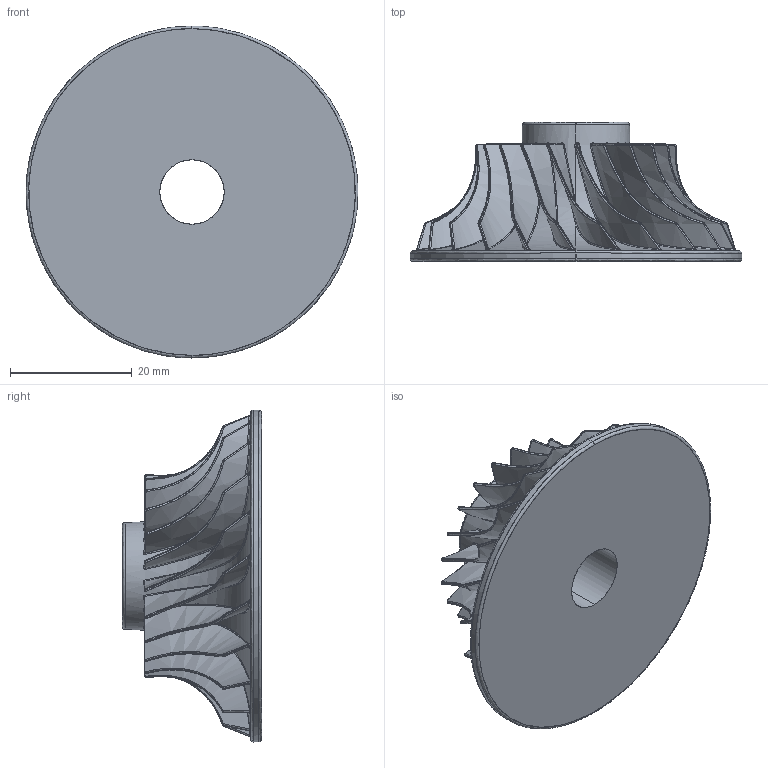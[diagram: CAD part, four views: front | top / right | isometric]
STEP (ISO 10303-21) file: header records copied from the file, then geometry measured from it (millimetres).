
FILE_DESCRIPTION(('FreeCAD Model'),'2;1');
FILE_NAME('Open CASCADE Shape Model','2025-05-07T21:16:15',('FreeCAD'),( 'FreeCAD'),'Open CASCADE STEP processor 7.6','FreeCAD','Unknown');
FILE_SCHEMA(('AUTOMOTIVE_DESIGN { 1 0 10303 214 1 1 1 1 }'));
Products named in the file (1): Open CASCADE STEP translator 7.6 1
Bounding box: 54.41 x 22.83 x 54.44 mm (x, y, z)
Surface area: 12944.8 mm2 (no closed solid volume)
Topology: 0 solids, 566 shells, 566 faces, 5738 edges, 5738 vertices
Faces by surface type: bspline 566
Entity records: 88748 total; most frequent: CARTESIAN_POINT 63547, ORIENTED_EDGE 5738, EDGE_CURVE 5738, VERTEX_POINT 5738, B_SPLINE_CURVE_WITH_KNOTS 4990, FACE_BOUND 586, EDGE_LOOP 586, SHELL_BASED_SURFACE_MODEL 566
